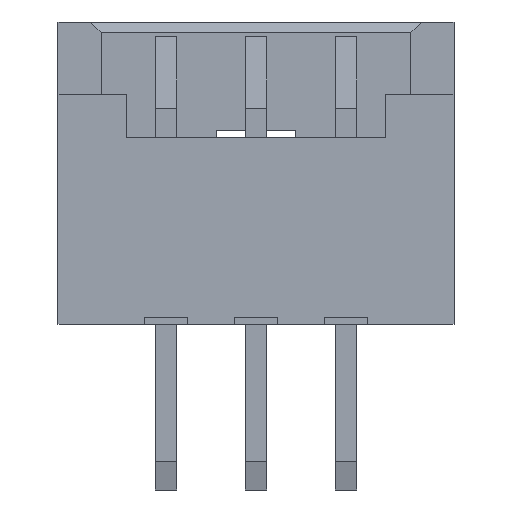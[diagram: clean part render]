
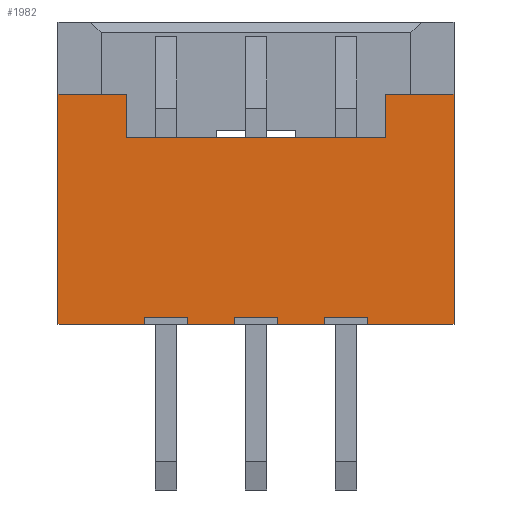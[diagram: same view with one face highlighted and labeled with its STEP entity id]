
A CAD part, front view. The second image highlights one B-rep face of the part: STEP entity #1982.
In plain terms, the highlighted planar face has unit normal (0, -1, 0).
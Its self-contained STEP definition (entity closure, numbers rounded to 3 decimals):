
#166=ORIENTED_EDGE('',*,*,#730,.F.);
#167=ORIENTED_EDGE('',*,*,#731,.F.);
#168=ORIENTED_EDGE('',*,*,#732,.T.);
#169=ORIENTED_EDGE('',*,*,#637,.F.);
#170=ORIENTED_EDGE('',*,*,#733,.T.);
#171=ORIENTED_EDGE('',*,*,#734,.F.);
#172=ORIENTED_EDGE('',*,*,#735,.F.);
#173=ORIENTED_EDGE('',*,*,#736,.F.);
#174=ORIENTED_EDGE('',*,*,#737,.F.);
#175=ORIENTED_EDGE('',*,*,#738,.F.);
#176=ORIENTED_EDGE('',*,*,#739,.F.);
#177=ORIENTED_EDGE('',*,*,#649,.F.);
#178=ORIENTED_EDGE('',*,*,#740,.F.);
#179=ORIENTED_EDGE('',*,*,#741,.F.);
#180=ORIENTED_EDGE('',*,*,#742,.T.);
#181=ORIENTED_EDGE('',*,*,#645,.F.);
#182=ORIENTED_EDGE('',*,*,#743,.F.);
#183=ORIENTED_EDGE('',*,*,#744,.F.);
#184=ORIENTED_EDGE('',*,*,#745,.T.);
#185=ORIENTED_EDGE('',*,*,#641,.F.);
#637=EDGE_CURVE('',#922,#923,#1108,.T.);
#641=EDGE_CURVE('',#926,#927,#1112,.T.);
#645=EDGE_CURVE('',#930,#931,#1116,.T.);
#649=EDGE_CURVE('',#934,#935,#1120,.T.);
#730=EDGE_CURVE('',#1009,#926,#1201,.T.);
#731=EDGE_CURVE('',#1010,#1009,#1202,.T.);
#732=EDGE_CURVE('',#1010,#923,#1203,.T.);
#733=EDGE_CURVE('',#922,#1011,#1204,.T.);
#734=EDGE_CURVE('',#1012,#1011,#1205,.T.);
#735=EDGE_CURVE('',#1013,#1012,#1206,.T.);
#736=EDGE_CURVE('',#1014,#1013,#1207,.T.);
#737=EDGE_CURVE('',#1015,#1014,#1208,.T.);
#738=EDGE_CURVE('',#1016,#1015,#1209,.T.);
#739=EDGE_CURVE('',#935,#1016,#1210,.T.);
#740=EDGE_CURVE('',#1017,#934,#1211,.T.);
#741=EDGE_CURVE('',#1018,#1017,#1212,.T.);
#742=EDGE_CURVE('',#1018,#931,#1213,.T.);
#743=EDGE_CURVE('',#1019,#930,#1214,.T.);
#744=EDGE_CURVE('',#1020,#1019,#1215,.T.);
#745=EDGE_CURVE('',#1020,#927,#1216,.T.);
#922=VERTEX_POINT('',#2775);
#923=VERTEX_POINT('',#2777);
#926=VERTEX_POINT('',#2783);
#927=VERTEX_POINT('',#2785);
#930=VERTEX_POINT('',#2791);
#931=VERTEX_POINT('',#2793);
#934=VERTEX_POINT('',#2799);
#935=VERTEX_POINT('',#2801);
#1009=VERTEX_POINT('',#2961);
#1010=VERTEX_POINT('',#2963);
#1011=VERTEX_POINT('',#2966);
#1012=VERTEX_POINT('',#2968);
#1013=VERTEX_POINT('',#2970);
#1014=VERTEX_POINT('',#2972);
#1015=VERTEX_POINT('',#2974);
#1016=VERTEX_POINT('',#2976);
#1017=VERTEX_POINT('',#2979);
#1018=VERTEX_POINT('',#2981);
#1019=VERTEX_POINT('',#2984);
#1020=VERTEX_POINT('',#2986);
#1108=LINE('',#2776,#1393);
#1112=LINE('',#2784,#1397);
#1116=LINE('',#2792,#1401);
#1120=LINE('',#2800,#1405);
#1201=LINE('',#2960,#1486);
#1202=LINE('',#2962,#1487);
#1203=LINE('',#2964,#1488);
#1204=LINE('',#2965,#1489);
#1205=LINE('',#2967,#1490);
#1206=LINE('',#2969,#1491);
#1207=LINE('',#2971,#1492);
#1208=LINE('',#2973,#1493);
#1209=LINE('',#2975,#1494);
#1210=LINE('',#2977,#1495);
#1211=LINE('',#2978,#1496);
#1212=LINE('',#2980,#1497);
#1213=LINE('',#2982,#1498);
#1214=LINE('',#2983,#1499);
#1215=LINE('',#2985,#1500);
#1216=LINE('',#2987,#1501);
#1393=VECTOR('',#2250,1000.);
#1397=VECTOR('',#2254,1000.);
#1401=VECTOR('',#2258,1000.);
#1405=VECTOR('',#2262,1000.);
#1486=VECTOR('',#2353,1000.);
#1487=VECTOR('',#2354,1000.);
#1488=VECTOR('',#2355,1000.);
#1489=VECTOR('',#2356,1000.);
#1490=VECTOR('',#2357,1000.);
#1491=VECTOR('',#2358,1000.);
#1492=VECTOR('',#2359,1000.);
#1493=VECTOR('',#2360,1000.);
#1494=VECTOR('',#2361,1000.);
#1495=VECTOR('',#2362,1000.);
#1496=VECTOR('',#2363,1000.);
#1497=VECTOR('',#2364,1000.);
#1498=VECTOR('',#2365,1000.);
#1499=VECTOR('',#2366,1000.);
#1500=VECTOR('',#2367,1000.);
#1501=VECTOR('',#2368,1000.);
#1665=EDGE_LOOP('',(#166,#167,#168,#169,#170,#171,#172,#173,#174,#175,#176,
#177,#178,#179,#180,#181,#182,#183,#184,#185));
#1776=FACE_BOUND('',#1665,.T.);
#1879=PLANE('',#2112);
#1982=ADVANCED_FACE('',(#1776),#1879,.T.);
#2112=AXIS2_PLACEMENT_3D('',#2959,#2351,#2352);
#2250=DIRECTION('',(-1.,0.,0.));
#2254=DIRECTION('',(-1.,0.,0.));
#2258=DIRECTION('',(-1.,0.,0.));
#2262=DIRECTION('',(-1.,0.,0.));
#2351=DIRECTION('',(0.,-1.,0.));
#2352=DIRECTION('',(0.,0.,-1.));
#2353=DIRECTION('',(0.,0.,-1.));
#2354=DIRECTION('',(-1.,0.,0.));
#2355=DIRECTION('',(0.,0.,-1.));
#2356=DIRECTION('',(0.,0.,1.));
#2357=DIRECTION('',(1.,0.,0.));
#2358=DIRECTION('',(0.,0.,1.));
#2359=DIRECTION('',(1.,0.,0.));
#2360=DIRECTION('',(0.,0.,-1.));
#2361=DIRECTION('',(1.,0.,0.));
#2362=DIRECTION('',(0.,0.,1.));
#2363=DIRECTION('',(0.,0.,-1.));
#2364=DIRECTION('',(-1.,0.,0.));
#2365=DIRECTION('',(0.,0.,-1.));
#2366=DIRECTION('',(0.,0.,-1.));
#2367=DIRECTION('',(-1.,0.,0.));
#2368=DIRECTION('',(0.,0.,-1.));
#2775=CARTESIAN_POINT('',(2.75,-1.6,-2.1));
#2776=CARTESIAN_POINT('',(2.75,-1.6,-2.1));
#2777=CARTESIAN_POINT('',(1.55,-1.6,-2.1));
#2783=CARTESIAN_POINT('',(0.95,-1.6,-2.1));
#2784=CARTESIAN_POINT('',(2.75,-1.6,-2.1));
#2785=CARTESIAN_POINT('',(0.3,-1.6,-2.1));
#2791=CARTESIAN_POINT('',(-0.3,-1.6,-2.1));
#2792=CARTESIAN_POINT('',(2.75,-1.6,-2.1));
#2793=CARTESIAN_POINT('',(-0.95,-1.6,-2.1));
#2799=CARTESIAN_POINT('',(-1.55,-1.6,-2.1));
#2800=CARTESIAN_POINT('',(2.75,-1.6,-2.1));
#2801=CARTESIAN_POINT('',(-2.75,-1.6,-2.1));
#2959=CARTESIAN_POINT('',(2.75,-1.6,-2.1));
#2960=CARTESIAN_POINT('',(0.95,-1.6,-2.));
#2961=CARTESIAN_POINT('',(0.95,-1.6,-2.));
#2962=CARTESIAN_POINT('',(1.55,-1.6,-2.));
#2963=CARTESIAN_POINT('',(1.55,-1.6,-2.));
#2964=CARTESIAN_POINT('',(1.55,-1.6,-2.));
#2965=CARTESIAN_POINT('',(2.75,-1.6,-2.1));
#2966=CARTESIAN_POINT('',(2.75,-1.6,1.1));
#2967=CARTESIAN_POINT('',(1.8,-1.6,1.1));
#2968=CARTESIAN_POINT('',(1.8,-1.6,1.1));
#2969=CARTESIAN_POINT('',(1.8,-1.6,0.5));
#2970=CARTESIAN_POINT('',(1.8,-1.6,0.5));
#2971=CARTESIAN_POINT('',(-1.8,-1.6,0.5));
#2972=CARTESIAN_POINT('',(-1.8,-1.6,0.5));
#2973=CARTESIAN_POINT('',(-1.8,-1.6,1.1));
#2974=CARTESIAN_POINT('',(-1.8,-1.6,1.1));
#2975=CARTESIAN_POINT('',(-2.75,-1.6,1.1));
#2976=CARTESIAN_POINT('',(-2.75,-1.6,1.1));
#2977=CARTESIAN_POINT('',(-2.75,-1.6,-2.1));
#2978=CARTESIAN_POINT('',(-1.55,-1.6,-2.));
#2979=CARTESIAN_POINT('',(-1.55,-1.6,-2.));
#2980=CARTESIAN_POINT('',(-0.95,-1.6,-2.));
#2981=CARTESIAN_POINT('',(-0.95,-1.6,-2.));
#2982=CARTESIAN_POINT('',(-0.95,-1.6,-2.));
#2983=CARTESIAN_POINT('',(-0.3,-1.6,-2.));
#2984=CARTESIAN_POINT('',(-0.3,-1.6,-2.));
#2985=CARTESIAN_POINT('',(0.3,-1.6,-2.));
#2986=CARTESIAN_POINT('',(0.3,-1.6,-2.));
#2987=CARTESIAN_POINT('',(0.3,-1.6,-2.));
